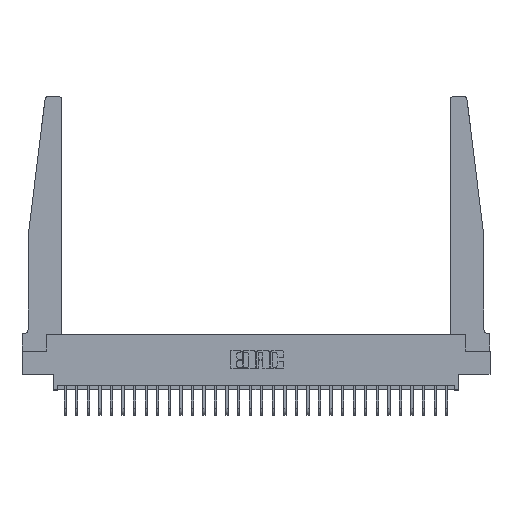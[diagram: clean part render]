
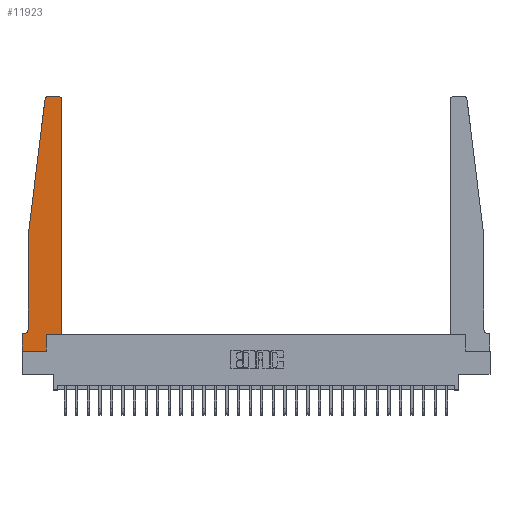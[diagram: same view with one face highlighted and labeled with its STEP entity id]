
A CAD part, top view. The second image highlights one B-rep face of the part: STEP entity #11923.
In plain terms, the highlighted planar face has unit normal (0, 0, 1).
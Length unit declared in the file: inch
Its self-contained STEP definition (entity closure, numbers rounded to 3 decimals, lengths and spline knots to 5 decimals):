
#19 = LINE ( 'NONE', #8540, #16509 ) ;
#142 = CARTESIAN_POINT ( 'NONE',  ( 0.2605, 0.18, 0.37 ) ) ;
#224 = EDGE_CURVE ( 'NONE', #4230, #18816, #4070, .T. ) ;
#242 = VECTOR ( 'NONE', #12577, 39.37008 ) ;
#383 = EDGE_CURVE ( 'NONE', #25791, #19601, #23886, .T. ) ;
#483 = DIRECTION ( 'NONE',  ( 0., -1., 0. ) ) ;
#543 = ORIENTED_EDGE ( 'NONE', *, *, #8107, .T. ) ;
#1648 = DIRECTION ( 'NONE',  ( 0., 0., 1. ) ) ;
#1724 = LINE ( 'NONE', #8291, #2032 ) ;
#2032 = VECTOR ( 'NONE', #3679, 39.37008 ) ;
#2486 = VECTOR ( 'NONE', #9053, 39.37008 ) ;
#2588 = EDGE_CURVE ( 'NONE', #10497, #9827, #15666, .T. ) ;
#2672 = CARTESIAN_POINT ( 'NONE',  ( 0.395, 2.72, 0.37 ) ) ;
#2989 = FACE_OUTER_BOUND ( 'NONE', #26929, .T. ) ;
#3025 = LINE ( 'NONE', #17695, #2486 ) ;
#3054 = CARTESIAN_POINT ( 'NONE',  ( 0.065, 1.25, 0.37 ) ) ;
#3629 = ORIENTED_EDGE ( 'NONE', *, *, #2588, .T. ) ;
#3656 = CARTESIAN_POINT ( 'NONE',  ( 0.065, 0.1875, 0.37 ) ) ;
#3679 = DIRECTION ( 'NONE',  ( 1., 0., 0. ) ) ;
#3733 = CARTESIAN_POINT ( 'NONE',  ( 0.2605, 0., 0.37 ) ) ;
#4070 = LINE ( 'NONE', #3656, #23219 ) ;
#4198 = CARTESIAN_POINT ( 'NONE',  ( 0.395, 2.75, 0.37 ) ) ;
#4230 = VERTEX_POINT ( 'NONE', #11168 ) ;
#4855 = ORIENTED_EDGE ( 'NONE', *, *, #11941, .T. ) ;
#5137 = VERTEX_POINT ( 'NONE', #19603 ) ;
#5276 = DIRECTION ( 'NONE',  ( -0.122, -0.992, 0. ) ) ;
#5521 = VERTEX_POINT ( 'NONE', #19707 ) ;
#5619 = DIRECTION ( 'NONE',  ( 0., 0., 1. ) ) ;
#6115 = VECTOR ( 'NONE', #5276, 39.37008 ) ;
#6139 = LINE ( 'NONE', #142, #242 ) ;
#6479 = CARTESIAN_POINT ( 'NONE',  ( 0.065, 1.25, 0.37 ) ) ;
#6999 = DIRECTION ( 'NONE',  ( 1., 0., 0. ) ) ;
#7231 = VECTOR ( 'NONE', #24055, 39.37008 ) ;
#7485 = EDGE_CURVE ( 'NONE', #19601, #5521, #6139, .T. ) ;
#7693 = CARTESIAN_POINT ( 'NONE',  ( 0.25, 2.75, 0.37 ) ) ;
#7868 = DIRECTION ( 'NONE',  ( -1., 0., 0. ) ) ;
#8107 = EDGE_CURVE ( 'NONE', #5521, #15550, #1724, .T. ) ;
#8150 = DIRECTION ( 'NONE',  ( 1., 0., 0. ) ) ;
#8291 = CARTESIAN_POINT ( 'NONE',  ( 0.425, 0.18, 0.37 ) ) ;
#8520 = VECTOR ( 'NONE', #19427, 39.37008 ) ;
#8540 = CARTESIAN_POINT ( 'NONE',  ( 0., 0., 0.37 ) ) ;
#9053 = DIRECTION ( 'NONE',  ( 0., 1., 0. ) ) ;
#9058 = CARTESIAN_POINT ( 'NONE',  ( 0.425, 2.72, 0.37 ) ) ;
#9383 = EDGE_CURVE ( 'NONE', #15550, #10497, #3025, .T. ) ;
#9427 = CARTESIAN_POINT ( 'NONE',  ( 0., 0.1875, 0.37 ) ) ;
#9796 = LINE ( 'NONE', #7693, #7231 ) ;
#9827 = VERTEX_POINT ( 'NONE', #4198 ) ;
#10224 = DIRECTION ( 'NONE',  ( -1., 0., 0. ) ) ;
#10497 = VERTEX_POINT ( 'NONE', #9058 ) ;
#10861 = ORIENTED_EDGE ( 'NONE', *, *, #224, .T. ) ;
#11168 = CARTESIAN_POINT ( 'NONE',  ( 0.015, 0.1875, 0.37 ) ) ;
#11174 = CARTESIAN_POINT ( 'NONE',  ( 0., 0., 0.37 ) ) ;
#11230 = CARTESIAN_POINT ( 'NONE',  ( 0., 0., 0.37 ) ) ;
#11506 = PLANE ( 'NONE',  #16948 ) ;
#11923 = ADVANCED_FACE ( 'NONE', ( #2989 ), #11506, .T. ) ;
#11941 = EDGE_CURVE ( 'NONE', #17179, #4230, #20518, .T. ) ;
#12476 = CARTESIAN_POINT ( 'NONE',  ( 0.015, 0.2375, 0.37 ) ) ;
#12494 = AXIS2_PLACEMENT_3D ( 'NONE', #12476, #16795, #7868 ) ;
#12577 = DIRECTION ( 'NONE',  ( 0., 1., 0. ) ) ;
#13338 = LINE ( 'NONE', #6479, #23142 ) ;
#13402 = EDGE_CURVE ( 'NONE', #9827, #5137, #9796, .T. ) ;
#14010 = CARTESIAN_POINT ( 'NONE',  ( 0.24675, 2.72367, 0.37 ) ) ;
#14375 = ORIENTED_EDGE ( 'NONE', *, *, #18463, .T. ) ;
#15201 = VERTEX_POINT ( 'NONE', #26586 ) ;
#15550 = VERTEX_POINT ( 'NONE', #16150 ) ;
#15666 = CIRCLE ( 'NONE', #17437, 0.03 ) ;
#16150 = CARTESIAN_POINT ( 'NONE',  ( 0.425, 0.18, 0.37 ) ) ;
#16509 = VECTOR ( 'NONE', #21390, 39.37008 ) ;
#16795 = DIRECTION ( 'NONE',  ( 0., 0., -1. ) ) ;
#16948 = AXIS2_PLACEMENT_3D ( 'NONE', #9427, #5619, #8150 ) ;
#17065 = ORIENTED_EDGE ( 'NONE', *, *, #27154, .T. ) ;
#17127 = CIRCLE ( 'NONE', #24272, 0.03 ) ;
#17179 = VERTEX_POINT ( 'NONE', #25967 ) ;
#17437 = AXIS2_PLACEMENT_3D ( 'NONE', #2672, #19581, #6999 ) ;
#17629 = VERTEX_POINT ( 'NONE', #14010 ) ;
#17695 = CARTESIAN_POINT ( 'NONE',  ( 0.425, 0.18, 0.37 ) ) ;
#18463 = EDGE_CURVE ( 'NONE', #5137, #17629, #17127, .T. ) ;
#18816 = VERTEX_POINT ( 'NONE', #25944 ) ;
#19427 = DIRECTION ( 'NONE',  ( 1., 0., 0. ) ) ;
#19581 = DIRECTION ( 'NONE',  ( 0., 0., 1. ) ) ;
#19601 = VERTEX_POINT ( 'NONE', #3733 ) ;
#19603 = CARTESIAN_POINT ( 'NONE',  ( 0.27653, 2.75, 0.37 ) ) ;
#19707 = CARTESIAN_POINT ( 'NONE',  ( 0.2605, 0.18, 0.37 ) ) ;
#20301 = ORIENTED_EDGE ( 'NONE', *, *, #383, .T. ) ;
#20518 = CIRCLE ( 'NONE', #12494, 0.05 ) ;
#20928 = CARTESIAN_POINT ( 'NONE',  ( 0.27653, 2.72, 0.37 ) ) ;
#21390 = DIRECTION ( 'NONE',  ( 0., -1., 0. ) ) ;
#22195 = LINE ( 'NONE', #3054, #6115 ) ;
#22413 = EDGE_CURVE ( 'NONE', #17629, #15201, #22195, .T. ) ;
#23142 = VECTOR ( 'NONE', #483, 39.37008 ) ;
#23219 = VECTOR ( 'NONE', #10224, 39.37008 ) ;
#23886 = LINE ( 'NONE', #11174, #8520 ) ;
#23961 = ORIENTED_EDGE ( 'NONE', *, *, #13402, .T. ) ;
#24011 = ORIENTED_EDGE ( 'NONE', *, *, #22413, .T. ) ;
#24055 = DIRECTION ( 'NONE',  ( -1., 0., 0. ) ) ;
#24272 = AXIS2_PLACEMENT_3D ( 'NONE', #20928, #1648, #26927 ) ;
#25037 = ORIENTED_EDGE ( 'NONE', *, *, #25773, .T. ) ;
#25347 = ORIENTED_EDGE ( 'NONE', *, *, #9383, .T. ) ;
#25773 = EDGE_CURVE ( 'NONE', #15201, #17179, #13338, .T. ) ;
#25791 = VERTEX_POINT ( 'NONE', #11230 ) ;
#25944 = CARTESIAN_POINT ( 'NONE',  ( 0., 0.1875, 0.37 ) ) ;
#25967 = CARTESIAN_POINT ( 'NONE',  ( 0.065, 0.2375, 0.37 ) ) ;
#26275 = ORIENTED_EDGE ( 'NONE', *, *, #7485, .T. ) ;
#26586 = CARTESIAN_POINT ( 'NONE',  ( 0.065, 1.25, 0.37 ) ) ;
#26927 = DIRECTION ( 'NONE',  ( 1., 0., 0. ) ) ;
#26929 = EDGE_LOOP ( 'NONE', ( #23961, #14375, #24011, #25037, #4855, #10861, #17065, #20301, #26275, #543, #25347, #3629 ) ) ;
#27154 = EDGE_CURVE ( 'NONE', #18816, #25791, #19, .T. ) ;
